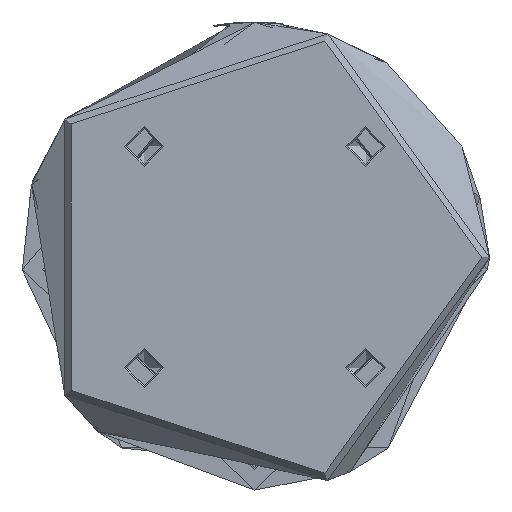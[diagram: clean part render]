
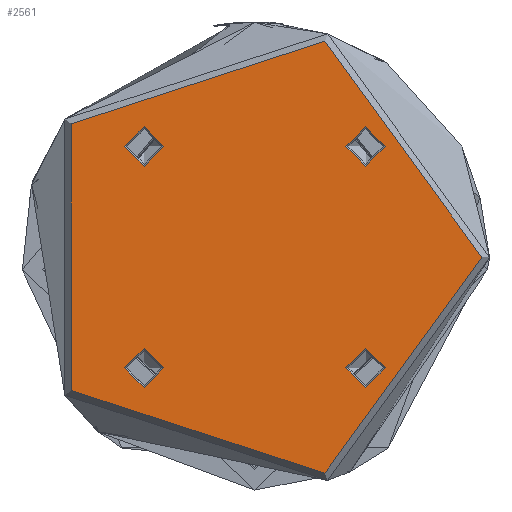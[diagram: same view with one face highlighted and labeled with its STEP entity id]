
A CAD part, front view. The second image highlights one B-rep face of the part: STEP entity #2561.
In plain terms, the highlighted face is planar.
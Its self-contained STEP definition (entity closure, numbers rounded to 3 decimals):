
#205 = CARTESIAN_POINT ( 'NONE',  ( -23.259, 28.284, 0. ) ) ;
#439 = ORIENTED_EDGE ( 'NONE', *, *, #2025, .F. ) ;
#618 = DIRECTION ( 'NONE',  ( 0., 0., -1. ) ) ;
#627 = CARTESIAN_POINT ( 'NONE',  ( -28.284, -28.284, 0. ) ) ;
#830 = CIRCLE ( 'NONE', #2850, 5.025 ) ;
#863 = DIRECTION ( 'NONE',  ( 0., 0., 1. ) ) ;
#890 = AXIS2_PLACEMENT_3D ( 'NONE', #627, #3513, #1051 ) ;
#1051 = DIRECTION ( 'NONE',  ( 1., 0., 0. ) ) ;
#1072 = VERTEX_POINT ( 'NONE', #1894 ) ;
#1080 = DIRECTION ( 'NONE',  ( 0., 0., 1. ) ) ;
#1263 = ORIENTED_EDGE ( 'NONE', *, *, #3303, .F. ) ;
#1282 = EDGE_CURVE ( 'NONE', #2451, #2451, #3927, .T. ) ;
#1433 = ORIENTED_EDGE ( 'NONE', *, *, #5080, .F. ) ;
#1494 = CARTESIAN_POINT ( 'NONE',  ( -23.259, -28.284, 0. ) ) ;
#1732 = CIRCLE ( 'NONE', #4071, 5.025 ) ;
#1894 = CARTESIAN_POINT ( 'NONE',  ( 33.309, -28.284, 0. ) ) ;
#1950 = EDGE_LOOP ( 'NONE', ( #4656 ) ) ;
#1994 = CARTESIAN_POINT ( 'NONE',  ( 0., 0., 0. ) ) ;
#2020 = EDGE_LOOP ( 'NONE', ( #1433 ) ) ;
#2025 = EDGE_CURVE ( 'NONE', #4485, #4485, #830, .T. ) ;
#2088 = AXIS2_PLACEMENT_3D ( 'NONE', #3902, #618, #3506 ) ;
#2293 = CARTESIAN_POINT ( 'NONE',  ( 33.309, 28.284, 0. ) ) ;
#2400 = DIRECTION ( 'NONE',  ( 0., 0., 1. ) ) ;
#2412 = DIRECTION ( 'NONE',  ( 1., 0., 0. ) ) ;
#2451 = VERTEX_POINT ( 'NONE', #2293 ) ;
#2514 = CIRCLE ( 'NONE', #890, 5.025 ) ;
#2561 = ADVANCED_FACE ( 'NONE', ( #2894, #2626, #3018, #3334, #2571 ), #3114, .F. ) ;
#2571 = FACE_OUTER_BOUND ( 'NONE', #4217, .T. ) ;
#2626 = FACE_BOUND ( 'NONE', #1950, .T. ) ;
#2769 = AXIS2_PLACEMENT_3D ( 'NONE', #1994, #4859, #2412 ) ;
#2850 = AXIS2_PLACEMENT_3D ( 'NONE', #3548, #1080, #3954 ) ;
#2894 = FACE_BOUND ( 'NONE', #4051, .T. ) ;
#3018 = FACE_BOUND ( 'NONE', #4308, .T. ) ;
#3114 = PLANE ( 'NONE',  #2088 ) ;
#3147 = CARTESIAN_POINT ( 'NONE',  ( 58., 0., 0. ) ) ;
#3303 = EDGE_CURVE ( 'NONE', #1072, #1072, #1732, .T. ) ;
#3334 = FACE_BOUND ( 'NONE', #2020, .T. ) ;
#3343 = CARTESIAN_POINT ( 'NONE',  ( 28.284, -28.284, 0. ) ) ;
#3354 = ORIENTED_EDGE ( 'NONE', *, *, #4307, .T. ) ;
#3506 = DIRECTION ( 'NONE',  ( -1., 0., 0. ) ) ;
#3513 = DIRECTION ( 'NONE',  ( 0., 0., 1. ) ) ;
#3548 = CARTESIAN_POINT ( 'NONE',  ( -28.284, 28.284, 0. ) ) ;
#3743 = DIRECTION ( 'NONE',  ( 1., 0., 0. ) ) ;
#3902 = CARTESIAN_POINT ( 'NONE',  ( 0., 0., 0. ) ) ;
#3927 = CIRCLE ( 'NONE', #4795, 5.025 ) ;
#3954 = DIRECTION ( 'NONE',  ( 1., 0., 0. ) ) ;
#4051 = EDGE_LOOP ( 'NONE', ( #439 ) ) ;
#4071 = AXIS2_PLACEMENT_3D ( 'NONE', #3343, #863, #3743 ) ;
#4217 = EDGE_LOOP ( 'NONE', ( #3354 ) ) ;
#4307 = EDGE_CURVE ( 'NONE', #5192, #5192, #5190, .T. ) ;
#4308 = EDGE_LOOP ( 'NONE', ( #1263 ) ) ;
#4485 = VERTEX_POINT ( 'NONE', #205 ) ;
#4656 = ORIENTED_EDGE ( 'NONE', *, *, #1282, .F. ) ;
#4795 = AXIS2_PLACEMENT_3D ( 'NONE', #4852, #2400, #5272 ) ;
#4852 = CARTESIAN_POINT ( 'NONE',  ( 28.284, 28.284, 0. ) ) ;
#4859 = DIRECTION ( 'NONE',  ( 0., 0., 1. ) ) ;
#5064 = VERTEX_POINT ( 'NONE', #1494 ) ;
#5080 = EDGE_CURVE ( 'NONE', #5064, #5064, #2514, .T. ) ;
#5190 = CIRCLE ( 'NONE', #2769, 58. ) ;
#5192 = VERTEX_POINT ( 'NONE', #3147 ) ;
#5272 = DIRECTION ( 'NONE',  ( 1., 0., 0. ) ) ;
